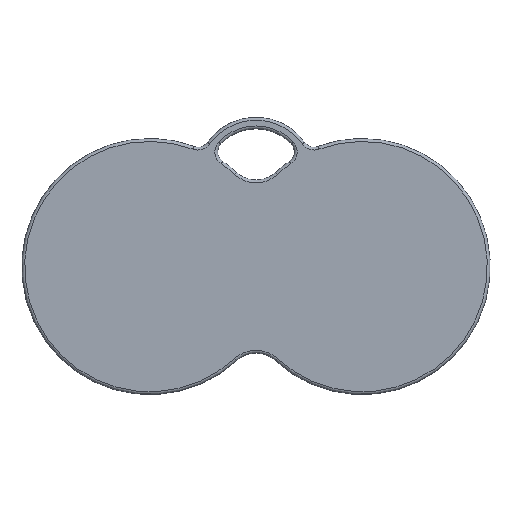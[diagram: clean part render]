
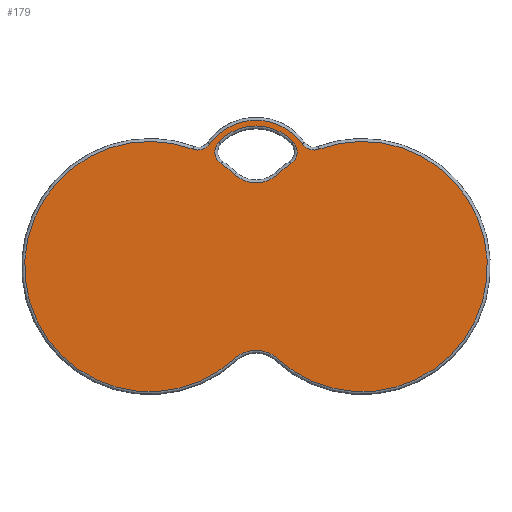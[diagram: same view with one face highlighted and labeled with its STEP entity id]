
A CAD part, top view. The second image highlights one B-rep face of the part: STEP entity #179.
In plain terms, the highlighted planar face has unit normal (0, 0, 1).
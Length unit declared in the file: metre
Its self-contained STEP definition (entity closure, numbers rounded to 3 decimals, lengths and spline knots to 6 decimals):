
#179 = ADVANCED_FACE( '', ( #365, #366 ), #367, .T. );
#365 = FACE_OUTER_BOUND( '', #889, .T. );
#366 = FACE_BOUND( '', #890, .T. );
#367 = PLANE( '', #891 );
#889 = EDGE_LOOP( '', ( #1299, #1300, #1301, #1302, #1303, #1304 ) );
#890 = EDGE_LOOP( '', ( #1305, #1306, #1307, #1308, #1309, #1310 ) );
#891 = AXIS2_PLACEMENT_3D( '', #1311, #1312, #1313 );
#1299 = ORIENTED_EDGE( '', *, *, #1479, .T. );
#1300 = ORIENTED_EDGE( '', *, *, #1435, .T. );
#1301 = ORIENTED_EDGE( '', *, *, #1507, .T. );
#1302 = ORIENTED_EDGE( '', *, *, #1522, .T. );
#1303 = ORIENTED_EDGE( '', *, *, #1532, .T. );
#1304 = ORIENTED_EDGE( '', *, *, #1392, .T. );
#1305 = ORIENTED_EDGE( '', *, *, #1473, .T. );
#1306 = ORIENTED_EDGE( '', *, *, #1528, .T. );
#1307 = ORIENTED_EDGE( '', *, *, #1499, .T. );
#1308 = ORIENTED_EDGE( '', *, *, #1451, .T. );
#1309 = ORIENTED_EDGE( '', *, *, #1387, .T. );
#1310 = ORIENTED_EDGE( '', *, *, #1476, .T. );
#1311 = CARTESIAN_POINT( '', ( 0.0185, 0., 0.0631 ) );
#1312 = DIRECTION( '', ( 0., 0., 1. ) );
#1313 = DIRECTION( '', ( 1., 0., 0. ) );
#1387 = EDGE_CURVE( '', #1567, #1571, #1573, .T. );
#1392 = EDGE_CURVE( '', #1575, #1580, #1582, .F. );
#1435 = EDGE_CURVE( '', #1658, #1656, #1659, .F. );
#1451 = EDGE_CURVE( '', #1681, #1567, #1682, .F. );
#1473 = EDGE_CURVE( '', #1709, #1714, #1716, .T. );
#1476 = EDGE_CURVE( '', #1571, #1709, #1719, .F. );
#1479 = EDGE_CURVE( '', #1580, #1658, #1722, .T. );
#1499 = EDGE_CURVE( '', #1745, #1681, #1746, .F. );
#1507 = EDGE_CURVE( '', #1656, #1756, #1758, .T. );
#1522 = EDGE_CURVE( '', #1756, #1777, #1779, .F. );
#1528 = EDGE_CURVE( '', #1714, #1745, #1785, .F. );
#1532 = EDGE_CURVE( '', #1777, #1575, #1789, .T. );
#1567 = VERTEX_POINT( '', #1827 );
#1571 = VERTEX_POINT( '', #1831 );
#1573 = CIRCLE( '', #1833, 0.0218 );
#1575 = VERTEX_POINT( '', #1835 );
#1580 = VERTEX_POINT( '', #1840 );
#1582 = CIRCLE( '', #1842, 0.0025 );
#1656 = VERTEX_POINT( '', #2003 );
#1658 = VERTEX_POINT( '', #2005 );
#1659 = CIRCLE( '', #2006, 0.0055 );
#1681 = VERTEX_POINT( '', #2034 );
#1682 = CIRCLE( '', #2035, 0.0025 );
#1709 = VERTEX_POINT( '', #2213 );
#1714 = VERTEX_POINT( '', #2218 );
#1716 = CIRCLE( '', #2220, 0.0218 );
#1719 = CIRCLE( '', #2223, 0.0055 );
#1722 = CIRCLE( '', #2226, 0.0218 );
#1745 = VERTEX_POINT( '', #2253 );
#1746 = CIRCLE( '', #2254, 0.008916 );
#1756 = VERTEX_POINT( '', #2264 );
#1758 = CIRCLE( '', #2266, 0.0218 );
#1777 = VERTEX_POINT( '', #2286 );
#1779 = CIRCLE( '', #2288, 0.0025 );
#1785 = CIRCLE( '', #2298, 0.0025 );
#1789 = CIRCLE( '', #2302, 0.009916 );
#1827 = CARTESIAN_POINT( '', ( 0.024592, 0.017924, 0.0631 ) );
#1831 = CARTESIAN_POINT( '', ( 0.022227, 0.016031, 0.0631 ) );
#1833 = AXIS2_PLACEMENT_3D( '', #2358, #2359, #2360 );
#1835 = CARTESIAN_POINT( '', ( 0.010434, 0.021348, 0.0631 ) );
#1840 = CARTESIAN_POINT( '', ( 0.007536, 0.020456, 0.0631 ) );
#1842 = AXIS2_PLACEMENT_3D( '', #2370, #2371, #2372 );
#2003 = CARTESIAN_POINT( '', ( 0.022227, -0.016031, 0.0631 ) );
#2005 = CARTESIAN_POINT( '', ( 0.014773, -0.016031, 0.0631 ) );
#2006 = AXIS2_PLACEMENT_3D( '', #2447, #2448, #2449 );
#2034 = CARTESIAN_POINT( '', ( 0.024989, 0.021695, 0.0631 ) );
#2035 = AXIS2_PLACEMENT_3D( '', #2471, #2472, #2473 );
#2213 = CARTESIAN_POINT( '', ( 0.014773, 0.016031, 0.0631 ) );
#2218 = CARTESIAN_POINT( '', ( 0.012408, 0.017924, 0.0631 ) );
#2220 = AXIS2_PLACEMENT_3D( '', #2506, #2507, #2508 );
#2223 = AXIS2_PLACEMENT_3D( '', #2512, #2513, #2514 );
#2226 = AXIS2_PLACEMENT_3D( '', #2518, #2519, #2520 );
#2253 = CARTESIAN_POINT( '', ( 0.012011, 0.021695, 0.0631 ) );
#2254 = AXIS2_PLACEMENT_3D( '', #2549, #2550, #2551 );
#2264 = CARTESIAN_POINT( '', ( 0.029464, 0.020456, 0.0631 ) );
#2266 = AXIS2_PLACEMENT_3D( '', #2567, #2568, #2569 );
#2286 = CARTESIAN_POINT( '', ( 0.026566, 0.021348, 0.0631 ) );
#2288 = AXIS2_PLACEMENT_3D( '', #2595, #2596, #2597 );
#2298 = AXIS2_PLACEMENT_3D( '', #2604, #2605, #2606 );
#2302 = AXIS2_PLACEMENT_3D( '', #2610, #2611, #2612 );
#2358 = CARTESIAN_POINT( '', ( 0.037, 0., 0.0631 ) );
#2359 = DIRECTION( '', ( 0., 0., 1. ) );
#2360 = DIRECTION( '', ( 1., 0., 0. ) );
#2370 = CARTESIAN_POINT( '', ( 0.008401, 0.022802, 0.0631 ) );
#2371 = DIRECTION( '', ( 0., 0., 1. ) );
#2372 = DIRECTION( '', ( 1., 0., 0. ) );
#2447 = CARTESIAN_POINT( '', ( 0.0185, -0.020076, 0.0631 ) );
#2448 = DIRECTION( '', ( 0., 0., 1. ) );
#2449 = DIRECTION( '', ( 1., 0., 0. ) );
#2471 = CARTESIAN_POINT( '', ( 0.023169, 0.01998, 0.0631 ) );
#2472 = DIRECTION( '', ( 0., 0., 1. ) );
#2473 = DIRECTION( '', ( 1., 0., 0. ) );
#2506 = CARTESIAN_POINT( '', ( 0., 0., 0.0631 ) );
#2507 = DIRECTION( '', ( 0., 0., 1. ) );
#2508 = DIRECTION( '', ( 1., 0., 0. ) );
#2512 = CARTESIAN_POINT( '', ( 0.0185, 0.020076, 0.0631 ) );
#2513 = DIRECTION( '', ( 0., 0., 1. ) );
#2514 = DIRECTION( '', ( 1., 0., 0. ) );
#2518 = CARTESIAN_POINT( '', ( 0., 0., 0.0631 ) );
#2519 = DIRECTION( '', ( 0., 0., 1. ) );
#2520 = DIRECTION( '', ( 1., 0., 0. ) );
#2549 = CARTESIAN_POINT( '', ( 0.0185, 0.015579, 0.0631 ) );
#2550 = DIRECTION( '', ( 0., 0., 1. ) );
#2551 = DIRECTION( '', ( 1., 0., 0. ) );
#2567 = CARTESIAN_POINT( '', ( 0.037, 0., 0.0631 ) );
#2568 = DIRECTION( '', ( 0., 0., 1. ) );
#2569 = DIRECTION( '', ( 1., 0., 0. ) );
#2595 = CARTESIAN_POINT( '', ( 0.028599, 0.022802, 0.0631 ) );
#2596 = DIRECTION( '', ( 0., 0., 1. ) );
#2597 = DIRECTION( '', ( 1., 0., 0. ) );
#2604 = CARTESIAN_POINT( '', ( 0.013831, 0.01998, 0.0631 ) );
#2605 = DIRECTION( '', ( 0., 0., 1. ) );
#2606 = DIRECTION( '', ( 1., 0., 0. ) );
#2610 = CARTESIAN_POINT( '', ( 0.0185, 0.015579, 0.0631 ) );
#2611 = DIRECTION( '', ( 0., 0., 1. ) );
#2612 = DIRECTION( '', ( 1., 0., 0. ) );
